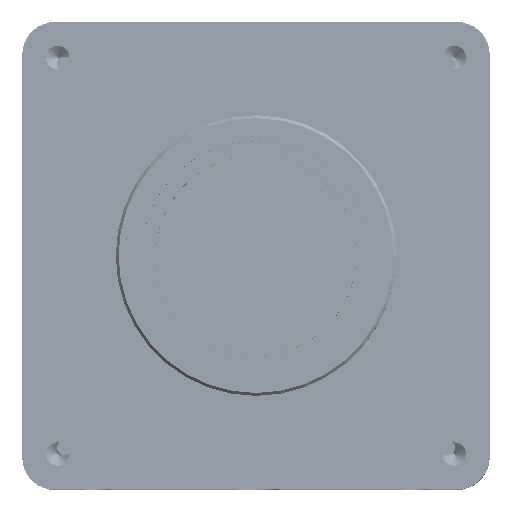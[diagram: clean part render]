
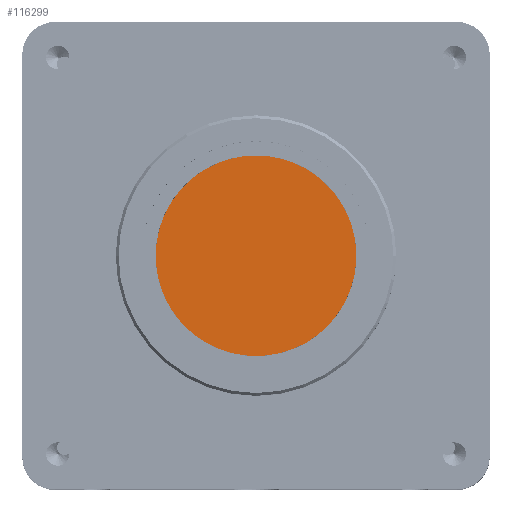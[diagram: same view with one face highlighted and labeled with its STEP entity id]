
A CAD part, top view. The second image highlights one B-rep face of the part: STEP entity #116299.
In plain terms, the highlighted planar face has unit normal (0, 0, 1).
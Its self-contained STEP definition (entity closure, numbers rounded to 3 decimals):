
#2181 = AXIS2_PLACEMENT_3D ( 'NONE', #32470, #31345, #27991 ) ;
#15271 = VERTEX_POINT ( 'NONE', #87467 ) ;
#20458 = DIRECTION ( 'NONE',  ( 1., 0., 0. ) ) ;
#24781 = ORIENTED_EDGE ( 'NONE', *, *, #134631, .T. ) ;
#26167 = PLANE ( 'NONE',  #129396 ) ;
#27875 = CARTESIAN_POINT ( 'NONE',  ( 0., 0., 0.5 ) ) ;
#27991 = DIRECTION ( 'NONE',  ( 1., 0., 0. ) ) ;
#29564 = CIRCLE ( 'NONE', #147388, 11.9 ) ;
#31345 = DIRECTION ( 'NONE',  ( 0., 0., 1. ) ) ;
#32470 = CARTESIAN_POINT ( 'NONE',  ( 0., 0., 0.5 ) ) ;
#47376 = VERTEX_POINT ( 'NONE', #105296 ) ;
#47776 = CIRCLE ( 'NONE', #2181, 11.9 ) ;
#63130 = EDGE_LOOP ( 'NONE', ( #24781, #66073 ) ) ;
#64455 = DIRECTION ( 'NONE',  ( 0., 0., 1. ) ) ;
#66073 = ORIENTED_EDGE ( 'NONE', *, *, #86922, .T. ) ;
#86922 = EDGE_CURVE ( 'NONE', #15271, #47376, #47776, .T. ) ;
#87467 = CARTESIAN_POINT ( 'NONE',  ( 11.9, 0., 0.5 ) ) ;
#99349 = DIRECTION ( 'NONE',  ( 0., 0., 1. ) ) ;
#105296 = CARTESIAN_POINT ( 'NONE',  ( -11.9, 0., 0.5 ) ) ;
#116299 = ADVANCED_FACE ( 'NONE', ( #167220 ), #26167, .T. ) ;
#129396 = AXIS2_PLACEMENT_3D ( 'NONE', #27875, #64455, #143495 ) ;
#134631 = EDGE_CURVE ( 'NONE', #47376, #15271, #29564, .T. ) ;
#138322 = CARTESIAN_POINT ( 'NONE',  ( 0., 0., 0.5 ) ) ;
#143495 = DIRECTION ( 'NONE',  ( 1., 0., 0. ) ) ;
#147388 = AXIS2_PLACEMENT_3D ( 'NONE', #138322, #99349, #20458 ) ;
#167220 = FACE_OUTER_BOUND ( 'NONE', #63130, .T. ) ;
